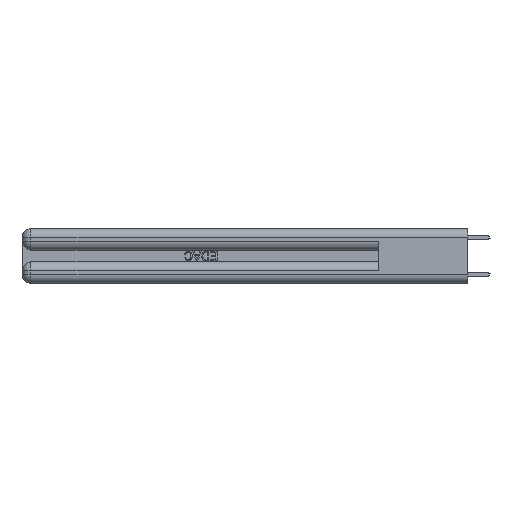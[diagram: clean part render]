
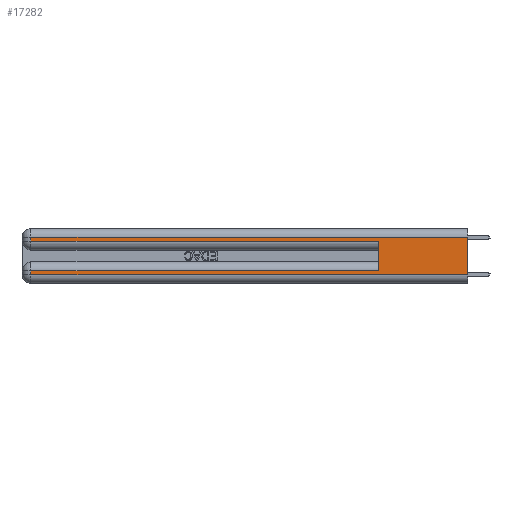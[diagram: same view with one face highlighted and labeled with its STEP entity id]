
A CAD part, left-side view. The second image highlights one B-rep face of the part: STEP entity #17282.
In plain terms, the highlighted planar face has unit normal (-1, 0, 0).
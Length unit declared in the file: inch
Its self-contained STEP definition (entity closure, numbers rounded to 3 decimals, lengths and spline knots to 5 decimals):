
#42 = LINE ( 'NONE', #14039, #6916 ) ;
#214 = CARTESIAN_POINT ( 'NONE',  ( 0., 0.6, 0.145 ) ) ;
#985 = DIRECTION ( 'NONE',  ( 0., 0., -1. ) ) ;
#1030 = EDGE_CURVE ( 'NONE', #27115, #28849, #42, .T. ) ;
#1072 = CARTESIAN_POINT ( 'NONE',  ( 0., 0.6, 0.085 ) ) ;
#1508 = CARTESIAN_POINT ( 'NONE',  ( 0., 2.94, 0.085 ) ) ;
#3333 = CARTESIAN_POINT ( 'NONE',  ( 0., 0., 0.06 ) ) ;
#3592 = DIRECTION ( 'NONE',  ( 1., 0., 0. ) ) ;
#3726 = ORIENTED_EDGE ( 'NONE', *, *, #28595, .F. ) ;
#3851 = DIRECTION ( 'NONE',  ( 0., -1., 0. ) ) ;
#3947 = DIRECTION ( 'NONE',  ( 0., 1., 0. ) ) ;
#4237 = VERTEX_POINT ( 'NONE', #1508 ) ;
#4506 = LINE ( 'NONE', #9740, #8885 ) ;
#5294 = VERTEX_POINT ( 'NONE', #10271 ) ;
#5820 = ORIENTED_EDGE ( 'NONE', *, *, #11493, .T. ) ;
#6068 = CARTESIAN_POINT ( 'NONE',  ( 0., 0., 0.37 ) ) ;
#6388 = EDGE_CURVE ( 'NONE', #14042, #18083, #32293, .T. ) ;
#6891 = VERTEX_POINT ( 'NONE', #1072 ) ;
#6916 = VECTOR ( 'NONE', #16325, 39.37008 ) ;
#7806 = CARTESIAN_POINT ( 'NONE',  ( 0., 2.94, 0.285 ) ) ;
#8108 = DIRECTION ( 'NONE',  ( 0., -1., 0. ) ) ;
#8138 = ORIENTED_EDGE ( 'NONE', *, *, #12875, .T. ) ;
#8885 = VECTOR ( 'NONE', #8108, 39.37008 ) ;
#8942 = VECTOR ( 'NONE', #3851, 39.37008 ) ;
#9740 = CARTESIAN_POINT ( 'NONE',  ( 0., 0., 0.285 ) ) ;
#10271 = CARTESIAN_POINT ( 'NONE',  ( 0., 2.94, 0.06 ) ) ;
#10418 = ORIENTED_EDGE ( 'NONE', *, *, #13893, .T. ) ;
#10566 = VECTOR ( 'NONE', #21140, 39.37008 ) ;
#10892 = DIRECTION ( 'NONE',  ( 0., 0., 1. ) ) ;
#11021 = DIRECTION ( 'NONE',  ( 0., 0., -1. ) ) ;
#11278 = VECTOR ( 'NONE', #11021, 39.37008 ) ;
#11493 = EDGE_CURVE ( 'NONE', #6891, #4237, #20027, .T. ) ;
#12875 = EDGE_CURVE ( 'NONE', #28849, #18240, #4506, .T. ) ;
#13893 = EDGE_CURVE ( 'NONE', #4237, #5294, #26762, .T. ) ;
#13961 = FACE_OUTER_BOUND ( 'NONE', #30447, .T. ) ;
#14039 = CARTESIAN_POINT ( 'NONE',  ( 0., 2.94, 0.37 ) ) ;
#14042 = VERTEX_POINT ( 'NONE', #25513 ) ;
#14704 = CARTESIAN_POINT ( 'NONE',  ( 0., 2.94, 0.31 ) ) ;
#16325 = DIRECTION ( 'NONE',  ( 0., 0., -1. ) ) ;
#16654 = LINE ( 'NONE', #3333, #8942 ) ;
#17282 = ADVANCED_FACE ( 'NONE', ( #13961 ), #30078, .F. ) ;
#17349 = CARTESIAN_POINT ( 'NONE',  ( 0., 0.6, 0.285 ) ) ;
#17423 = CARTESIAN_POINT ( 'NONE',  ( 0., 0., 0.085 ) ) ;
#17978 = AXIS2_PLACEMENT_3D ( 'NONE', #6068, #3592, #985 ) ;
#18083 = VERTEX_POINT ( 'NONE', #30333 ) ;
#18240 = VERTEX_POINT ( 'NONE', #17349 ) ;
#18817 = ORIENTED_EDGE ( 'NONE', *, *, #22041, .T. ) ;
#20027 = LINE ( 'NONE', #17423, #29493 ) ;
#20125 = VECTOR ( 'NONE', #10892, 39.37008 ) ;
#20899 = ORIENTED_EDGE ( 'NONE', *, *, #6388, .F. ) ;
#20936 = VECTOR ( 'NONE', #22633, 39.37008 ) ;
#21140 = DIRECTION ( 'NONE',  ( 0., 1., 0. ) ) ;
#21189 = ORIENTED_EDGE ( 'NONE', *, *, #25386, .T. ) ;
#22041 = EDGE_CURVE ( 'NONE', #5294, #18083, #16654, .T. ) ;
#22633 = DIRECTION ( 'NONE',  ( 0., 0., -1. ) ) ;
#23080 = LINE ( 'NONE', #26394, #10566 ) ;
#25386 = EDGE_CURVE ( 'NONE', #14042, #27115, #23080, .T. ) ;
#25513 = CARTESIAN_POINT ( 'NONE',  ( 0., 0., 0.31 ) ) ;
#25598 = CARTESIAN_POINT ( 'NONE',  ( 0., 0., 0.37 ) ) ;
#26394 = CARTESIAN_POINT ( 'NONE',  ( 0., 0., 0.31 ) ) ;
#26762 = LINE ( 'NONE', #29590, #11278 ) ;
#27115 = VERTEX_POINT ( 'NONE', #14704 ) ;
#28595 = EDGE_CURVE ( 'NONE', #6891, #18240, #32794, .T. ) ;
#28849 = VERTEX_POINT ( 'NONE', #7806 ) ;
#29493 = VECTOR ( 'NONE', #3947, 39.37008 ) ;
#29590 = CARTESIAN_POINT ( 'NONE',  ( 0., 2.94, 0.37 ) ) ;
#30078 = PLANE ( 'NONE',  #17978 ) ;
#30333 = CARTESIAN_POINT ( 'NONE',  ( 0., 0., 0.06 ) ) ;
#30447 = EDGE_LOOP ( 'NONE', ( #20899, #21189, #33223, #8138, #3726, #5820, #10418, #18817 ) ) ;
#32293 = LINE ( 'NONE', #25598, #20936 ) ;
#32794 = LINE ( 'NONE', #214, #20125 ) ;
#33223 = ORIENTED_EDGE ( 'NONE', *, *, #1030, .T. ) ;
